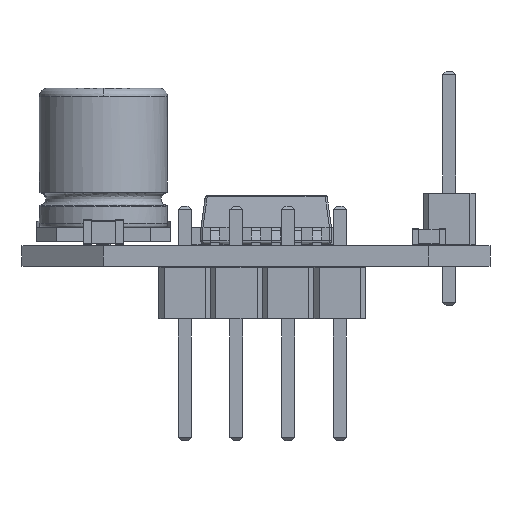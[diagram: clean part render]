
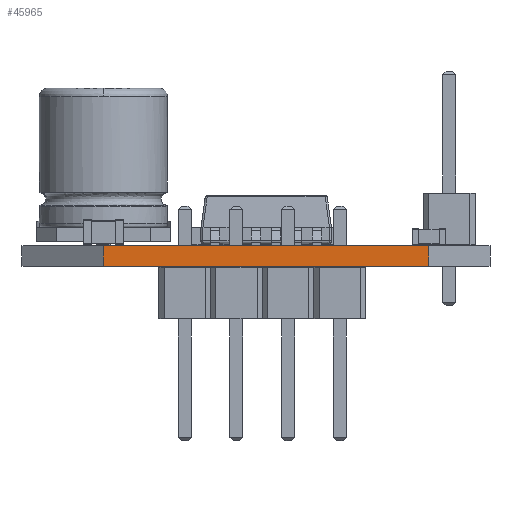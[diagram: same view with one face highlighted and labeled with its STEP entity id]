
A CAD part, left-side view. The second image highlights one B-rep face of the part: STEP entity #45965.
In plain terms, the highlighted planar face has unit normal (-1, 0, 0).
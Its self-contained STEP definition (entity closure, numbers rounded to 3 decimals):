
#45965 = ADVANCED_FACE('',(#45966),#45980,.T.);
#45966 = FACE_BOUND('',#45967,.T.);
#45967 = EDGE_LOOP('',(#45968,#46003,#46031,#46059));
#45968 = ORIENTED_EDGE('',*,*,#45969,.T.);
#45969 = EDGE_CURVE('',#45970,#45972,#45974,.T.);
#45970 = VERTEX_POINT('',#45971);
#45971 = CARTESIAN_POINT('',(-13.2,-7.9,0.));
#45972 = VERTEX_POINT('',#45973);
#45973 = CARTESIAN_POINT('',(-13.2,-7.9,1.));
#45974 = SURFACE_CURVE('',#45975,(#45979,#45991),.PCURVE_S1.);
#45975 = LINE('',#45976,#45977);
#45976 = CARTESIAN_POINT('',(-13.2,-7.9,0.));
#45977 = VECTOR('',#45978,1.);
#45978 = DIRECTION('',(0.,0.,1.));
#45979 = PCURVE('',#45980,#45985);
#45980 = PLANE('',#45981);
#45981 = AXIS2_PLACEMENT_3D('',#45982,#45983,#45984);
#45982 = CARTESIAN_POINT('',(-13.2,-7.9,0.));
#45983 = DIRECTION('',(-1.,0.,0.));
#45984 = DIRECTION('',(0.,1.,0.));
#45985 = DEFINITIONAL_REPRESENTATION('',(#45986),#45990);
#45986 = LINE('',#45987,#45988);
#45987 = CARTESIAN_POINT('',(0.,0.));
#45988 = VECTOR('',#45989,1.);
#45989 = DIRECTION('',(0.,-1.));
#45990 = ( GEOMETRIC_REPRESENTATION_CONTEXT(2) 
PARAMETRIC_REPRESENTATION_CONTEXT() REPRESENTATION_CONTEXT('2D SPACE',''
  ) );
#45991 = PCURVE('',#45992,#45997);
#45992 = PLANE('',#45993);
#45993 = AXIS2_PLACEMENT_3D('',#45994,#45995,#45996);
#45994 = CARTESIAN_POINT('',(-10.2,-10.9,0.));
#45995 = DIRECTION('',(-0.707,-0.707,0.));
#45996 = DIRECTION('',(-0.707,0.707,0.));
#45997 = DEFINITIONAL_REPRESENTATION('',(#45998),#46002);
#45998 = LINE('',#45999,#46000);
#45999 = CARTESIAN_POINT('',(4.243,0.));
#46000 = VECTOR('',#46001,1.);
#46001 = DIRECTION('',(0.,-1.));
#46002 = ( GEOMETRIC_REPRESENTATION_CONTEXT(2) 
PARAMETRIC_REPRESENTATION_CONTEXT() REPRESENTATION_CONTEXT('2D SPACE',''
  ) );
#46003 = ORIENTED_EDGE('',*,*,#46004,.T.);
#46004 = EDGE_CURVE('',#45972,#46005,#46007,.T.);
#46005 = VERTEX_POINT('',#46006);
#46006 = CARTESIAN_POINT('',(-13.2,8.1,1.));
#46007 = SURFACE_CURVE('',#46008,(#46012,#46019),.PCURVE_S1.);
#46008 = LINE('',#46009,#46010);
#46009 = CARTESIAN_POINT('',(-13.2,-7.9,1.));
#46010 = VECTOR('',#46011,1.);
#46011 = DIRECTION('',(0.,1.,0.));
#46012 = PCURVE('',#45980,#46013);
#46013 = DEFINITIONAL_REPRESENTATION('',(#46014),#46018);
#46014 = LINE('',#46015,#46016);
#46015 = CARTESIAN_POINT('',(0.,-1.));
#46016 = VECTOR('',#46017,1.);
#46017 = DIRECTION('',(1.,0.));
#46018 = ( GEOMETRIC_REPRESENTATION_CONTEXT(2) 
PARAMETRIC_REPRESENTATION_CONTEXT() REPRESENTATION_CONTEXT('2D SPACE',''
  ) );
#46019 = PCURVE('',#46020,#46025);
#46020 = PLANE('',#46021);
#46021 = AXIS2_PLACEMENT_3D('',#46022,#46023,#46024);
#46022 = CARTESIAN_POINT('',(-0.29,0.52,1.));
#46023 = DIRECTION('',(-0.,-0.,-1.));
#46024 = DIRECTION('',(-1.,0.,0.));
#46025 = DEFINITIONAL_REPRESENTATION('',(#46026),#46030);
#46026 = LINE('',#46027,#46028);
#46027 = CARTESIAN_POINT('',(12.91,-8.42));
#46028 = VECTOR('',#46029,1.);
#46029 = DIRECTION('',(0.,1.));
#46030 = ( GEOMETRIC_REPRESENTATION_CONTEXT(2) 
PARAMETRIC_REPRESENTATION_CONTEXT() REPRESENTATION_CONTEXT('2D SPACE',''
  ) );
#46031 = ORIENTED_EDGE('',*,*,#46032,.F.);
#46032 = EDGE_CURVE('',#46033,#46005,#46035,.T.);
#46033 = VERTEX_POINT('',#46034);
#46034 = CARTESIAN_POINT('',(-13.2,8.1,0.));
#46035 = SURFACE_CURVE('',#46036,(#46040,#46047),.PCURVE_S1.);
#46036 = LINE('',#46037,#46038);
#46037 = CARTESIAN_POINT('',(-13.2,8.1,0.));
#46038 = VECTOR('',#46039,1.);
#46039 = DIRECTION('',(0.,0.,1.));
#46040 = PCURVE('',#45980,#46041);
#46041 = DEFINITIONAL_REPRESENTATION('',(#46042),#46046);
#46042 = LINE('',#46043,#46044);
#46043 = CARTESIAN_POINT('',(16.,0.));
#46044 = VECTOR('',#46045,1.);
#46045 = DIRECTION('',(0.,-1.));
#46046 = ( GEOMETRIC_REPRESENTATION_CONTEXT(2) 
PARAMETRIC_REPRESENTATION_CONTEXT() REPRESENTATION_CONTEXT('2D SPACE',''
  ) );
#46047 = PCURVE('',#46048,#46053);
#46048 = PLANE('',#46049);
#46049 = AXIS2_PLACEMENT_3D('',#46050,#46051,#46052);
#46050 = CARTESIAN_POINT('',(-13.2,8.1,0.));
#46051 = DIRECTION('',(-0.8,0.6,0.));
#46052 = DIRECTION('',(0.6,0.8,0.));
#46053 = DEFINITIONAL_REPRESENTATION('',(#46054),#46058);
#46054 = LINE('',#46055,#46056);
#46055 = CARTESIAN_POINT('',(0.,0.));
#46056 = VECTOR('',#46057,1.);
#46057 = DIRECTION('',(0.,-1.));
#46058 = ( GEOMETRIC_REPRESENTATION_CONTEXT(2) 
PARAMETRIC_REPRESENTATION_CONTEXT() REPRESENTATION_CONTEXT('2D SPACE',''
  ) );
#46059 = ORIENTED_EDGE('',*,*,#46060,.F.);
#46060 = EDGE_CURVE('',#45970,#46033,#46061,.T.);
#46061 = SURFACE_CURVE('',#46062,(#46066,#46073),.PCURVE_S1.);
#46062 = LINE('',#46063,#46064);
#46063 = CARTESIAN_POINT('',(-13.2,-7.9,0.));
#46064 = VECTOR('',#46065,1.);
#46065 = DIRECTION('',(0.,1.,0.));
#46066 = PCURVE('',#45980,#46067);
#46067 = DEFINITIONAL_REPRESENTATION('',(#46068),#46072);
#46068 = LINE('',#46069,#46070);
#46069 = CARTESIAN_POINT('',(0.,0.));
#46070 = VECTOR('',#46071,1.);
#46071 = DIRECTION('',(1.,0.));
#46072 = ( GEOMETRIC_REPRESENTATION_CONTEXT(2) 
PARAMETRIC_REPRESENTATION_CONTEXT() REPRESENTATION_CONTEXT('2D SPACE',''
  ) );
#46073 = PCURVE('',#46074,#46079);
#46074 = PLANE('',#46075);
#46075 = AXIS2_PLACEMENT_3D('',#46076,#46077,#46078);
#46076 = CARTESIAN_POINT('',(-0.29,0.52,0.));
#46077 = DIRECTION('',(-0.,-0.,-1.));
#46078 = DIRECTION('',(-1.,0.,0.));
#46079 = DEFINITIONAL_REPRESENTATION('',(#46080),#46084);
#46080 = LINE('',#46081,#46082);
#46081 = CARTESIAN_POINT('',(12.91,-8.42));
#46082 = VECTOR('',#46083,1.);
#46083 = DIRECTION('',(0.,1.));
#46084 = ( GEOMETRIC_REPRESENTATION_CONTEXT(2) 
PARAMETRIC_REPRESENTATION_CONTEXT() REPRESENTATION_CONTEXT('2D SPACE',''
  ) );
